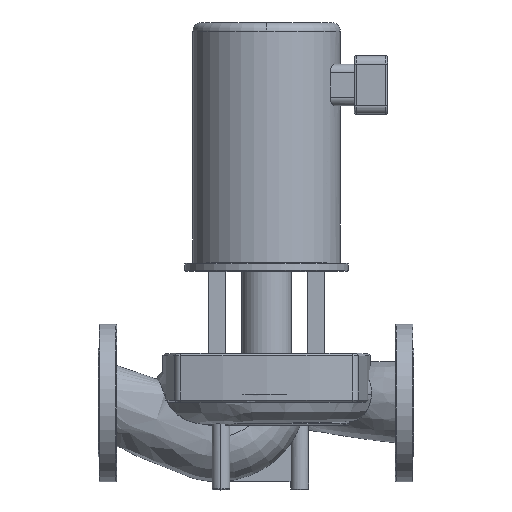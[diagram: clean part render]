
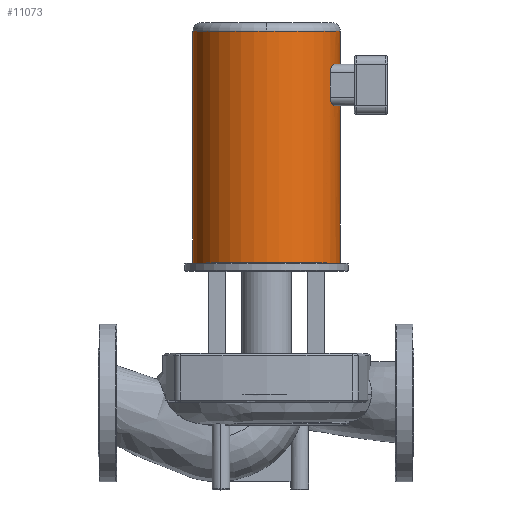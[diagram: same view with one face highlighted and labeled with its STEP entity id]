
A CAD part, top view. The second image highlights one B-rep face of the part: STEP entity #11073.
In plain terms, the highlighted cylindrical face has radius 88.9 mm (diameter 177.8 mm), a partial arc.
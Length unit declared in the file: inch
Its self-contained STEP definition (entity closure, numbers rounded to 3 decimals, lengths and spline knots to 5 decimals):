
#9925=CARTESIAN_POINT('',(11.5,6.64518,0.0));
#9926=VERTEX_POINT('',#9925);
#9927=CARTESIAN_POINT('',(11.5,14.12549,0.0));
#9928=VERTEX_POINT('',#9927);
#9929=CARTESIAN_POINT('',(11.5,6.64518,0.0));
#9930=DIRECTION('',(0.0,1.0,0.0));
#9931=VECTOR('',#9930,7.48031);
#9932=LINE('',#9929,#9931);
#9933=EDGE_CURVE('',#9926,#9928,#9932,.T.);
#9935=CARTESIAN_POINT('',(4.5,6.64518,0.));
#9936=VERTEX_POINT('',#9935);
#9944=CARTESIAN_POINT('',(4.5,17.6688,0.));
#9945=VERTEX_POINT('',#9944);
#9946=CARTESIAN_POINT('',(4.5,6.64518,0.));
#9947=DIRECTION('',(0.0,1.0,0.0));
#9948=VECTOR('',#9947,11.02362);
#9949=LINE('',#9946,#9948);
#9950=EDGE_CURVE('',#9936,#9945,#9949,.T.);
#9961=CARTESIAN_POINT('',(11.5,17.6688,0.));
#9962=VERTEX_POINT('',#9961);
#9970=CARTESIAN_POINT('',(11.5,16.094,0.0));
#9971=VERTEX_POINT('',#9970);
#9972=CARTESIAN_POINT('',(11.5,16.094,0.0));
#9973=DIRECTION('',(0.0,1.0,0.0));
#9974=VECTOR('',#9973,1.5748);
#9975=LINE('',#9972,#9974);
#9976=EDGE_CURVE('',#9971,#9962,#9975,.T.);
#10039=CARTESIAN_POINT('',(8.0,17.6688,3.5));
#10040=VERTEX_POINT('',#10039);
#10041=CARTESIAN_POINT('',(8.0,17.6688,0.0));
#10042=DIRECTION('',(0.0,1.0,0.0));
#10043=DIRECTION('',(-1.0,0.0,0.0));
#10044=AXIS2_PLACEMENT_3D('',#10041,#10042,#10043);
#10045=CIRCLE('',#10044,3.5);
#10046=EDGE_CURVE('',#9945,#10040,#10045,.T.);
#10766=CARTESIAN_POINT('',(11.22652,16.094,1.3563));
#10767=VERTEX_POINT('',#10766);
#10768=CARTESIAN_POINT('',(11.03109,15.7003,1.75));
#10769=VERTEX_POINT('',#10768);
#10770=CARTESIAN_POINT('',(11.04779,15.55137,1.72075));
#10771=CARTESIAN_POINT('',(11.03687,15.59872,1.7401));
#10772=CARTESIAN_POINT('',(11.03109,15.65084,1.75));
#10773=CARTESIAN_POINT('',(11.03109,15.7003,1.75));
#10774=CARTESIAN_POINT('',(11.03109,15.74975,1.75));
#10775=CARTESIAN_POINT('',(11.03687,15.80187,1.7401));
#10776=CARTESIAN_POINT('',(11.05872,15.89657,1.7014));
#10777=CARTESIAN_POINT('',(11.07467,15.93921,1.67265));
#10778=CARTESIAN_POINT('',(11.11069,16.01004,1.60476));
#10779=CARTESIAN_POINT('',(11.13376,16.04166,1.55965));
#10780=CARTESIAN_POINT('',(11.18104,16.08365,1.46082));
#10781=CARTESIAN_POINT('',(11.20518,16.094,1.40706));
#10782=CARTESIAN_POINT('',(11.24702,16.094,1.30755));
#10783=CARTESIAN_POINT('',(11.26777,16.08438,1.25476));
#10784=CARTESIAN_POINT('',(11.28581,16.06401,1.20559));
#10785=B_SPLINE_CURVE_WITH_KNOTS('',3,(#10770,#10771,#10772,#10773,#10774,#10775,#10776,#10777,#10778,#10779,#10780,#10781,#10782,#10783,#10784),.UNSPECIFIED.,.F.,.U.,(4,3,2,2,2,2,4),(-0.37685,0.0,0.37685,0.7537,1.17331,1.59292,1.99587),.UNSPECIFIED.);
#10786=EDGE_CURVE('',#10767,#10769,#10785,.F.);
#10810=CARTESIAN_POINT('',(11.03109,14.51919,1.75));
#10811=VERTEX_POINT('',#10810);
#10812=CARTESIAN_POINT('',(11.03109,14.51919,1.75));
#10813=DIRECTION('',(0.0,1.0,0.0));
#10814=VECTOR('',#10813,1.1811);
#10815=LINE('',#10812,#10814);
#10816=EDGE_CURVE('',#10811,#10769,#10815,.T.);
#10872=CARTESIAN_POINT('',(11.22652,14.12549,1.3563));
#10873=VERTEX_POINT('',#10872);
#10874=CARTESIAN_POINT('',(11.28581,14.15548,1.20559));
#10875=CARTESIAN_POINT('',(11.26777,14.13511,1.25476));
#10876=CARTESIAN_POINT('',(11.24702,14.12549,1.30755));
#10877=CARTESIAN_POINT('',(11.20518,14.12549,1.40706));
#10878=CARTESIAN_POINT('',(11.18104,14.13584,1.46082));
#10879=CARTESIAN_POINT('',(11.13376,14.17783,1.55965));
#10880=CARTESIAN_POINT('',(11.11069,14.20945,1.60476));
#10881=CARTESIAN_POINT('',(11.07467,14.28028,1.67265));
#10882=CARTESIAN_POINT('',(11.05872,14.32292,1.7014));
#10883=CARTESIAN_POINT('',(11.03687,14.41762,1.7401));
#10884=CARTESIAN_POINT('',(11.03109,14.46974,1.75));
#10885=CARTESIAN_POINT('',(11.03109,14.51919,1.75));
#10886=CARTESIAN_POINT('',(11.03109,14.56865,1.75));
#10887=CARTESIAN_POINT('',(11.03687,14.62077,1.7401));
#10888=CARTESIAN_POINT('',(11.04779,14.66812,1.72075));
#10889=B_SPLINE_CURVE_WITH_KNOTS('',3,(#10874,#10875,#10876,#10877,#10878,#10879,#10880,#10881,#10882,#10883,#10884,#10885,#10886,#10887,#10888),.UNSPECIFIED.,.F.,.U.,(4,2,2,2,2,3,4),(-1.99587,-1.59292,-1.17331,-0.7537,-0.37685,0.0,0.37685),.UNSPECIFIED.);
#10890=EDGE_CURVE('',#10811,#10873,#10889,.F.);
#10911=CARTESIAN_POINT('',(8.,14.12549,0.0));
#10912=DIRECTION('',(0.0,-1.0,0.0));
#10913=DIRECTION('',(1.0,0.0,0.0));
#10914=AXIS2_PLACEMENT_3D('',#10911,#10912,#10913);
#10915=CIRCLE('',#10914,3.5);
#10916=EDGE_CURVE('',#9928,#10873,#10915,.T.);
#10994=CARTESIAN_POINT('',(8.0,16.094,0.0));
#10995=DIRECTION('',(0.0,1.0,0.0));
#10996=DIRECTION('',(1.0,0.0,0.0));
#10997=AXIS2_PLACEMENT_3D('',#10994,#10995,#10996);
#10998=CIRCLE('',#10997,3.5);
#10999=EDGE_CURVE('',#10767,#9971,#10998,.T.);
#11027=CARTESIAN_POINT('',(8.0,17.6688,0.0));
#11028=DIRECTION('',(0.0,1.0,0.0));
#11029=DIRECTION('',(-1.0,0.0,0.0));
#11030=AXIS2_PLACEMENT_3D('',#11027,#11028,#11029);
#11031=CIRCLE('',#11030,3.5);
#11032=EDGE_CURVE('',#10040,#9962,#11031,.T.);
#11049=CARTESIAN_POINT('',(8.,12.35384,0.0));
#11050=DIRECTION('',(0.,-1.0,0.0));
#11051=DIRECTION('',(1.0,0.0,0.0));
#11052=AXIS2_PLACEMENT_3D('',#11049,#11050,#11051);
#11053=CYLINDRICAL_SURFACE('',#11052,3.5);
#11054=ORIENTED_EDGE('',*,*,#9933,.T.);
#11055=ORIENTED_EDGE('',*,*,#10916,.T.);
#11056=ORIENTED_EDGE('',*,*,#10890,.F.);
#11057=ORIENTED_EDGE('',*,*,#10816,.T.);
#11058=ORIENTED_EDGE('',*,*,#10786,.F.);
#11059=ORIENTED_EDGE('',*,*,#10999,.T.);
#11060=ORIENTED_EDGE('',*,*,#9976,.T.);
#11061=ORIENTED_EDGE('',*,*,#11032,.F.);
#11062=ORIENTED_EDGE('',*,*,#10046,.F.);
#11063=ORIENTED_EDGE('',*,*,#9950,.F.);
#11064=CARTESIAN_POINT('',(8.,6.64518,0.0));
#11065=DIRECTION('',(0.0,-1.0,0.0));
#11066=DIRECTION('',(1.0,0.0,0.0));
#11067=AXIS2_PLACEMENT_3D('',#11064,#11065,#11066);
#11068=CIRCLE('',#11067,3.5);
#11069=EDGE_CURVE('',#9926,#9936,#11068,.T.);
#11070=ORIENTED_EDGE('',*,*,#11069,.F.);
#11071=EDGE_LOOP('',(#11054,#11055,#11056,#11057,#11058,#11059,#11060,#11061,#11062,#11063,#11070));
#11072=FACE_OUTER_BOUND('',#11071,.T.);
#11073=ADVANCED_FACE('',(#11072),#11053,.T.);
